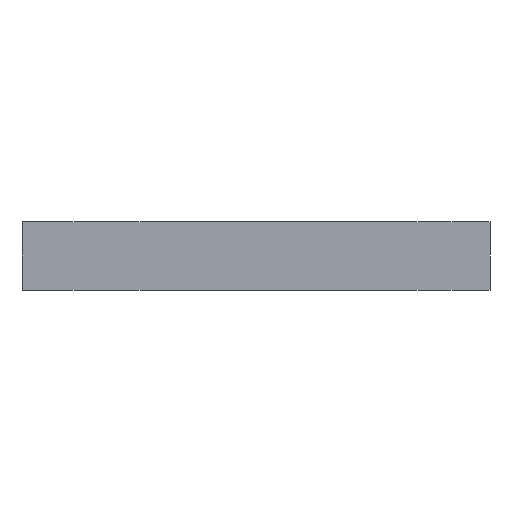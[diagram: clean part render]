
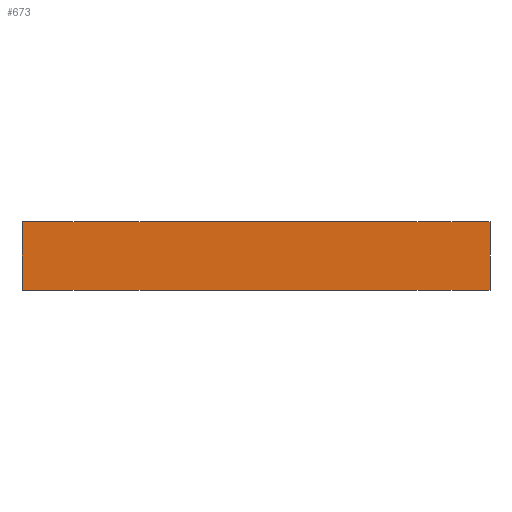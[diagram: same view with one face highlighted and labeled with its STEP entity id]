
A CAD part, front view. The second image highlights one B-rep face of the part: STEP entity #673.
In plain terms, the highlighted planar face has unit normal (0, -1, 0).
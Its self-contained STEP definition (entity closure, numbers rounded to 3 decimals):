
#44 = PLANE('',#45);
#45 = AXIS2_PLACEMENT_3D('',#46,#47,#48);
#46 = CARTESIAN_POINT('',(16.,16.,-1.));
#47 = DIRECTION('',(-1.,0.,0.));
#48 = DIRECTION('',(0.,1.,0.));
#72 = PLANE('',#73);
#73 = AXIS2_PLACEMENT_3D('',#74,#75,#76);
#74 = CARTESIAN_POINT('',(50.,48.778,9.));
#75 = DIRECTION('',(0.,0.,1.));
#76 = DIRECTION('',(1.,0.,0.));
#126 = PLANE('',#127);
#127 = AXIS2_PLACEMENT_3D('',#128,#129,#130);
#128 = CARTESIAN_POINT('',(50.,48.778,-1.));
#129 = DIRECTION('',(0.,0.,1.));
#130 = DIRECTION('',(1.,0.,0.));
#565 = PLANE('',#566);
#566 = AXIS2_PLACEMENT_3D('',#567,#568,#569);
#567 = CARTESIAN_POINT('',(84.,84.,-1.));
#568 = DIRECTION('',(1.,0.,0.));
#569 = DIRECTION('',(0.,-1.,0.));
#603 = VERTEX_POINT('',#604);
#604 = CARTESIAN_POINT('',(84.,16.,9.));
#625 = EDGE_CURVE('',#626,#603,#628,.T.);
#626 = VERTEX_POINT('',#627);
#627 = CARTESIAN_POINT('',(84.,16.,-1.));
#628 = SURFACE_CURVE('',#629,(#633,#640),.PCURVE_S1.);
#629 = LINE('',#630,#631);
#630 = CARTESIAN_POINT('',(84.,16.,-1.));
#631 = VECTOR('',#632,1.);
#632 = DIRECTION('',(0.,0.,1.));
#633 = PCURVE('',#565,#634);
#634 = DEFINITIONAL_REPRESENTATION('',(#635),#639);
#635 = LINE('',#636,#637);
#636 = CARTESIAN_POINT('',(68.,0.));
#637 = VECTOR('',#638,1.);
#638 = DIRECTION('',(0.,-1.));
#639 = ( GEOMETRIC_REPRESENTATION_CONTEXT(2) 
PARAMETRIC_REPRESENTATION_CONTEXT() REPRESENTATION_CONTEXT('2D SPACE',''
  ) );
#640 = PCURVE('',#641,#646);
#641 = PLANE('',#642);
#642 = AXIS2_PLACEMENT_3D('',#643,#644,#645);
#643 = CARTESIAN_POINT('',(84.,16.,-1.));
#644 = DIRECTION('',(0.,-1.,0.));
#645 = DIRECTION('',(-1.,0.,0.));
#646 = DEFINITIONAL_REPRESENTATION('',(#647),#651);
#647 = LINE('',#648,#649);
#648 = CARTESIAN_POINT('',(0.,-0.));
#649 = VECTOR('',#650,1.);
#650 = DIRECTION('',(0.,-1.));
#651 = ( GEOMETRIC_REPRESENTATION_CONTEXT(2) 
PARAMETRIC_REPRESENTATION_CONTEXT() REPRESENTATION_CONTEXT('2D SPACE',''
  ) );
#673 = ADVANCED_FACE('',(#674),#641,.T.);
#674 = FACE_BOUND('',#675,.T.);
#675 = EDGE_LOOP('',(#676,#677,#700,#723));
#676 = ORIENTED_EDGE('',*,*,#625,.T.);
#677 = ORIENTED_EDGE('',*,*,#678,.T.);
#678 = EDGE_CURVE('',#603,#679,#681,.T.);
#679 = VERTEX_POINT('',#680);
#680 = CARTESIAN_POINT('',(16.,16.,9.));
#681 = SURFACE_CURVE('',#682,(#686,#693),.PCURVE_S1.);
#682 = LINE('',#683,#684);
#683 = CARTESIAN_POINT('',(84.,16.,9.));
#684 = VECTOR('',#685,1.);
#685 = DIRECTION('',(-1.,0.,0.));
#686 = PCURVE('',#641,#687);
#687 = DEFINITIONAL_REPRESENTATION('',(#688),#692);
#688 = LINE('',#689,#690);
#689 = CARTESIAN_POINT('',(0.,-10.));
#690 = VECTOR('',#691,1.);
#691 = DIRECTION('',(1.,0.));
#692 = ( GEOMETRIC_REPRESENTATION_CONTEXT(2) 
PARAMETRIC_REPRESENTATION_CONTEXT() REPRESENTATION_CONTEXT('2D SPACE',''
  ) );
#693 = PCURVE('',#72,#694);
#694 = DEFINITIONAL_REPRESENTATION('',(#695),#699);
#695 = LINE('',#696,#697);
#696 = CARTESIAN_POINT('',(34.,-32.778));
#697 = VECTOR('',#698,1.);
#698 = DIRECTION('',(-1.,0.));
#699 = ( GEOMETRIC_REPRESENTATION_CONTEXT(2) 
PARAMETRIC_REPRESENTATION_CONTEXT() REPRESENTATION_CONTEXT('2D SPACE',''
  ) );
#700 = ORIENTED_EDGE('',*,*,#701,.F.);
#701 = EDGE_CURVE('',#702,#679,#704,.T.);
#702 = VERTEX_POINT('',#703);
#703 = CARTESIAN_POINT('',(16.,16.,-1.));
#704 = SURFACE_CURVE('',#705,(#709,#716),.PCURVE_S1.);
#705 = LINE('',#706,#707);
#706 = CARTESIAN_POINT('',(16.,16.,-1.));
#707 = VECTOR('',#708,1.);
#708 = DIRECTION('',(0.,0.,1.));
#709 = PCURVE('',#641,#710);
#710 = DEFINITIONAL_REPRESENTATION('',(#711),#715);
#711 = LINE('',#712,#713);
#712 = CARTESIAN_POINT('',(68.,0.));
#713 = VECTOR('',#714,1.);
#714 = DIRECTION('',(0.,-1.));
#715 = ( GEOMETRIC_REPRESENTATION_CONTEXT(2) 
PARAMETRIC_REPRESENTATION_CONTEXT() REPRESENTATION_CONTEXT('2D SPACE',''
  ) );
#716 = PCURVE('',#44,#717);
#717 = DEFINITIONAL_REPRESENTATION('',(#718),#722);
#718 = LINE('',#719,#720);
#719 = CARTESIAN_POINT('',(0.,0.));
#720 = VECTOR('',#721,1.);
#721 = DIRECTION('',(0.,-1.));
#722 = ( GEOMETRIC_REPRESENTATION_CONTEXT(2) 
PARAMETRIC_REPRESENTATION_CONTEXT() REPRESENTATION_CONTEXT('2D SPACE',''
  ) );
#723 = ORIENTED_EDGE('',*,*,#724,.F.);
#724 = EDGE_CURVE('',#626,#702,#725,.T.);
#725 = SURFACE_CURVE('',#726,(#730,#737),.PCURVE_S1.);
#726 = LINE('',#727,#728);
#727 = CARTESIAN_POINT('',(84.,16.,-1.));
#728 = VECTOR('',#729,1.);
#729 = DIRECTION('',(-1.,0.,0.));
#730 = PCURVE('',#641,#731);
#731 = DEFINITIONAL_REPRESENTATION('',(#732),#736);
#732 = LINE('',#733,#734);
#733 = CARTESIAN_POINT('',(0.,-0.));
#734 = VECTOR('',#735,1.);
#735 = DIRECTION('',(1.,0.));
#736 = ( GEOMETRIC_REPRESENTATION_CONTEXT(2) 
PARAMETRIC_REPRESENTATION_CONTEXT() REPRESENTATION_CONTEXT('2D SPACE',''
  ) );
#737 = PCURVE('',#126,#738);
#738 = DEFINITIONAL_REPRESENTATION('',(#739),#743);
#739 = LINE('',#740,#741);
#740 = CARTESIAN_POINT('',(34.,-32.778));
#741 = VECTOR('',#742,1.);
#742 = DIRECTION('',(-1.,0.));
#743 = ( GEOMETRIC_REPRESENTATION_CONTEXT(2) 
PARAMETRIC_REPRESENTATION_CONTEXT() REPRESENTATION_CONTEXT('2D SPACE',''
  ) );
